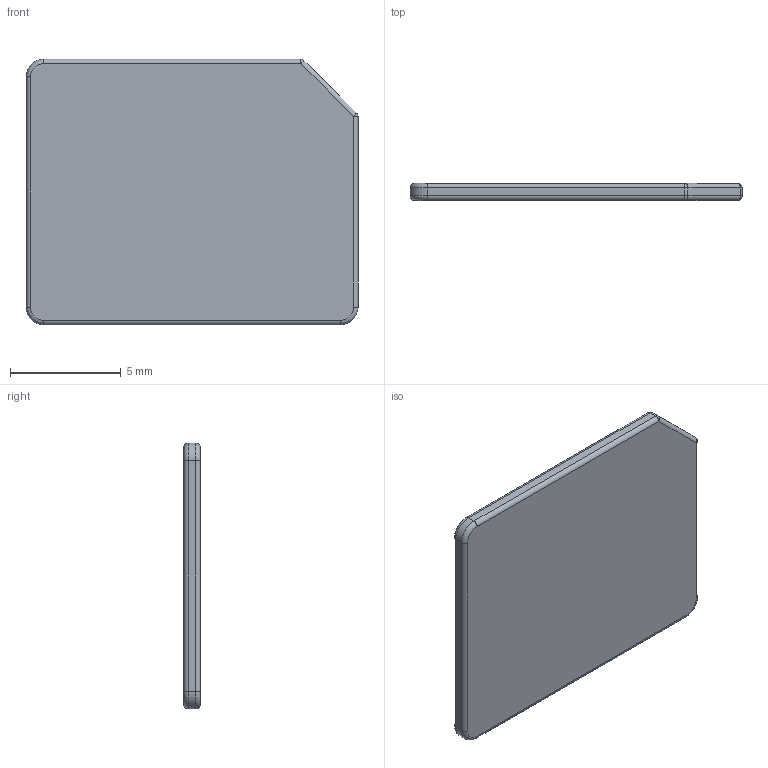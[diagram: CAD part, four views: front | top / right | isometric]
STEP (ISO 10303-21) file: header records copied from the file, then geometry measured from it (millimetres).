
FILE_DESCRIPTION (( 'STEP AP203' ), '1' );
FILE_NAME ('microsim.STEP', '2013-10-05T13:37:48', ( '' ), ( '' ), 'SwSTEP 2.0', 'SolidWorks 2013', '' );
FILE_SCHEMA (( 'CONFIG_CONTROL_DESIGN' ));
Length unit declared in the file: millimetre
Products named in the file (1): microsim
Bounding box: 15 x 0.76 x 12 mm (x, y, z)
Volume: 133.2 mm3; surface area: 383.2 mm2
Topology: 1 solids, 1 shells, 32 faces, 70 edges, 36 vertices
Faces by surface type: cylinder 15, plane 7, torus 6, sphere 4
Entity records: 911 total; most frequent: DIRECTION 168, CARTESIAN_POINT 135, ORIENTED_EDGE 132, AXIS2_PLACEMENT_3D 69, EDGE_CURVE 66, VERTEX_POINT 36, CIRCLE 36, ADVANCED_FACE 32
